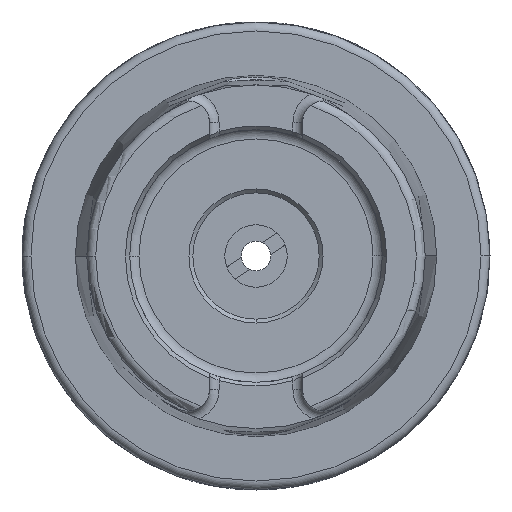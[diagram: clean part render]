
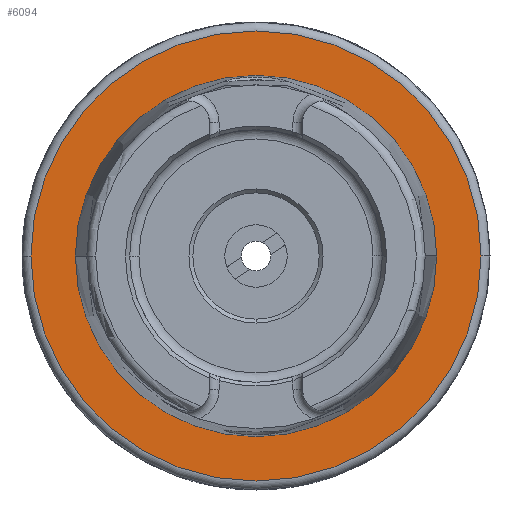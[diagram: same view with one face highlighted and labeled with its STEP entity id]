
A CAD part, left-side view. The second image highlights one B-rep face of the part: STEP entity #6094.
In plain terms, the highlighted planar face has unit normal (-1, 0, 0).
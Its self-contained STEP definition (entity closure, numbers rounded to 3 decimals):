
#201 = VERTEX_POINT ( 'NONE', #3024 ) ;
#288 = DIRECTION ( 'NONE',  ( 1., 0., 0. ) ) ;
#518 = CIRCLE ( 'NONE', #9796, 30.3 ) ;
#1101 = DIRECTION ( 'NONE',  ( 0., -1., 0. ) ) ;
#1208 = CARTESIAN_POINT ( 'NONE',  ( 0., 0., 0. ) ) ;
#1427 = VERTEX_POINT ( 'NONE', #2231 ) ;
#1484 = FACE_OUTER_BOUND ( 'NONE', #4751, .T. ) ;
#1631 = EDGE_CURVE ( 'NONE', #2396, #201, #518, .T. ) ;
#1756 = AXIS2_PLACEMENT_3D ( 'NONE', #2598, #5800, #1101 ) ;
#1847 = EDGE_CURVE ( 'NONE', #1427, #2005, #3176, .T. ) ;
#1990 = DIRECTION ( 'NONE',  ( 0., 1., 0. ) ) ;
#2005 = VERTEX_POINT ( 'NONE', #5460 ) ;
#2135 = EDGE_CURVE ( 'NONE', #201, #2396, #9530, .T. ) ;
#2231 = CARTESIAN_POINT ( 'NONE',  ( 0., 24.321, 0. ) ) ;
#2396 = VERTEX_POINT ( 'NONE', #6072 ) ;
#2565 = CARTESIAN_POINT ( 'NONE',  ( 0., 0., 0. ) ) ;
#2592 = ORIENTED_EDGE ( 'NONE', *, *, #1631, .F. ) ;
#2598 = CARTESIAN_POINT ( 'NONE',  ( 0., 24.321, 0. ) ) ;
#3024 = CARTESIAN_POINT ( 'NONE',  ( 0., 30.3, 0. ) ) ;
#3176 = CIRCLE ( 'NONE', #6455, 24.321 ) ;
#3346 = DIRECTION ( 'NONE',  ( 0., 1., 0. ) ) ;
#3364 = EDGE_CURVE ( 'NONE', #2005, #1427, #4009, .T. ) ;
#3831 = DIRECTION ( 'NONE',  ( 1., 0., 0. ) ) ;
#3846 = AXIS2_PLACEMENT_3D ( 'NONE', #8516, #3831, #9303 ) ;
#4009 = CIRCLE ( 'NONE', #3846, 24.321 ) ;
#4027 = ORIENTED_EDGE ( 'NONE', *, *, #2135, .F. ) ;
#4164 = AXIS2_PLACEMENT_3D ( 'NONE', #4971, #288, #5763 ) ;
#4751 = EDGE_LOOP ( 'NONE', ( #4027, #2592 ) ) ;
#4764 = ORIENTED_EDGE ( 'NONE', *, *, #3364, .T. ) ;
#4777 = ORIENTED_EDGE ( 'NONE', *, *, #1847, .T. ) ;
#4971 = CARTESIAN_POINT ( 'NONE',  ( 0., 0., 0. ) ) ;
#5007 = PLANE ( 'NONE',  #1756 ) ;
#5191 = EDGE_LOOP ( 'NONE', ( #4777, #4764 ) ) ;
#5460 = CARTESIAN_POINT ( 'NONE',  ( 0., -24.321, 0. ) ) ;
#5763 = DIRECTION ( 'NONE',  ( 0., 1., 0. ) ) ;
#5800 = DIRECTION ( 'NONE',  ( -1., 0., 0. ) ) ;
#6072 = CARTESIAN_POINT ( 'NONE',  ( 0., -30.3, 0. ) ) ;
#6094 = ADVANCED_FACE ( 'NONE', ( #7470, #1484 ), #5007, .T. ) ;
#6455 = AXIS2_PLACEMENT_3D ( 'NONE', #1208, #6673, #1990 ) ;
#6673 = DIRECTION ( 'NONE',  ( 1., 0., 0. ) ) ;
#7470 = FACE_BOUND ( 'NONE', #5191, .T. ) ;
#8025 = DIRECTION ( 'NONE',  ( 1., 0., 0. ) ) ;
#8516 = CARTESIAN_POINT ( 'NONE',  ( 0., 0., 0. ) ) ;
#9303 = DIRECTION ( 'NONE',  ( 0., 1., 0. ) ) ;
#9530 = CIRCLE ( 'NONE', #4164, 30.3 ) ;
#9796 = AXIS2_PLACEMENT_3D ( 'NONE', #2565, #8025, #3346 ) ;
